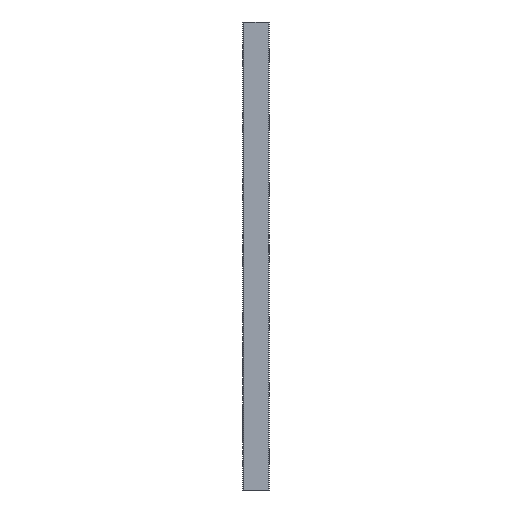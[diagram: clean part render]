
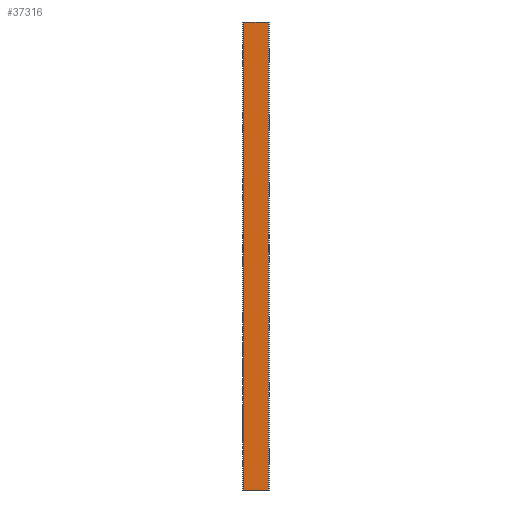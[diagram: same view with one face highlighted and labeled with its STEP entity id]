
A CAD part, front view. The second image highlights one B-rep face of the part: STEP entity #37316.
In plain terms, the highlighted planar face has unit normal (0, -1, 0).
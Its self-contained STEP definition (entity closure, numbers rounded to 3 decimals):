
#34077 = PLANE('',#34078);
#34078 = AXIS2_PLACEMENT_3D('',#34079,#34080,#34081);
#34079 = CARTESIAN_POINT('',(-0.315,-0.885,70.));
#34080 = DIRECTION('',(0.,0.,-1.));
#34081 = DIRECTION('',(-1.,0.,0.));
#34131 = PLANE('',#34132);
#34132 = AXIS2_PLACEMENT_3D('',#34133,#34134,#34135);
#34133 = CARTESIAN_POINT('',(-0.315,-0.885,0.));
#34134 = DIRECTION('',(0.,0.,-1.));
#34135 = DIRECTION('',(-1.,0.,0.));
#34446 = VERTEX_POINT('',#34447);
#34447 = CARTESIAN_POINT('',(1.8,-4.25,0.));
#34461 = PLANE('',#34462);
#34462 = AXIS2_PLACEMENT_3D('',#34463,#34464,#34465);
#34463 = CARTESIAN_POINT('',(1.8,-4.25,0.));
#34464 = DIRECTION('',(-0.707,0.707,0.));
#34465 = DIRECTION('',(0.707,0.707,0.));
#34473 = EDGE_CURVE('',#34474,#34446,#34476,.T.);
#34474 = VERTEX_POINT('',#34475);
#34475 = CARTESIAN_POINT('',(-1.8,-4.25,0.));
#34476 = SURFACE_CURVE('',#34477,(#34481,#34488),.PCURVE_S1.);
#34477 = LINE('',#34478,#34479);
#34478 = CARTESIAN_POINT('',(-1.8,-4.25,0.));
#34479 = VECTOR('',#34480,1.);
#34480 = DIRECTION('',(1.,0.,0.));
#34481 = PCURVE('',#34131,#34482);
#34482 = DEFINITIONAL_REPRESENTATION('',(#34483),#34487);
#34483 = LINE('',#34484,#34485);
#34484 = CARTESIAN_POINT('',(1.485,-3.365));
#34485 = VECTOR('',#34486,1.);
#34486 = DIRECTION('',(-1.,0.));
#34487 = ( GEOMETRIC_REPRESENTATION_CONTEXT(2) 
PARAMETRIC_REPRESENTATION_CONTEXT() REPRESENTATION_CONTEXT('2D SPACE',''
  ) );
#34488 = PCURVE('',#34489,#34494);
#34489 = PLANE('',#34490);
#34490 = AXIS2_PLACEMENT_3D('',#34491,#34492,#34493);
#34491 = CARTESIAN_POINT('',(-1.8,-4.25,0.));
#34492 = DIRECTION('',(0.,1.,0.));
#34493 = DIRECTION('',(1.,0.,0.));
#34494 = DEFINITIONAL_REPRESENTATION('',(#34495),#34499);
#34495 = LINE('',#34496,#34497);
#34496 = CARTESIAN_POINT('',(0.,0.));
#34497 = VECTOR('',#34498,1.);
#34498 = DIRECTION('',(1.,0.));
#34499 = ( GEOMETRIC_REPRESENTATION_CONTEXT(2) 
PARAMETRIC_REPRESENTATION_CONTEXT() REPRESENTATION_CONTEXT('2D SPACE',''
  ) );
#34517 = PLANE('',#34518);
#34518 = AXIS2_PLACEMENT_3D('',#34519,#34520,#34521);
#34519 = CARTESIAN_POINT('',(-2.,-4.05,0.));
#34520 = DIRECTION('',(0.707,0.707,0.));
#34521 = DIRECTION('',(0.707,-0.707,0.));
#34763 = VERTEX_POINT('',#34764);
#34764 = CARTESIAN_POINT('',(1.8,-4.25,70.));
#34785 = EDGE_CURVE('',#34786,#34763,#34788,.T.);
#34786 = VERTEX_POINT('',#34787);
#34787 = CARTESIAN_POINT('',(-1.8,-4.25,70.));
#34788 = SURFACE_CURVE('',#34789,(#34793,#34800),.PCURVE_S1.);
#34789 = LINE('',#34790,#34791);
#34790 = CARTESIAN_POINT('',(-1.8,-4.25,70.));
#34791 = VECTOR('',#34792,1.);
#34792 = DIRECTION('',(1.,0.,0.));
#34793 = PCURVE('',#34077,#34794);
#34794 = DEFINITIONAL_REPRESENTATION('',(#34795),#34799);
#34795 = LINE('',#34796,#34797);
#34796 = CARTESIAN_POINT('',(1.485,-3.365));
#34797 = VECTOR('',#34798,1.);
#34798 = DIRECTION('',(-1.,0.));
#34799 = ( GEOMETRIC_REPRESENTATION_CONTEXT(2) 
PARAMETRIC_REPRESENTATION_CONTEXT() REPRESENTATION_CONTEXT('2D SPACE',''
  ) );
#34800 = PCURVE('',#34489,#34801);
#34801 = DEFINITIONAL_REPRESENTATION('',(#34802),#34806);
#34802 = LINE('',#34803,#34804);
#34803 = CARTESIAN_POINT('',(0.,-70.));
#34804 = VECTOR('',#34805,1.);
#34805 = DIRECTION('',(1.,0.));
#34806 = ( GEOMETRIC_REPRESENTATION_CONTEXT(2) 
PARAMETRIC_REPRESENTATION_CONTEXT() REPRESENTATION_CONTEXT('2D SPACE',''
  ) );
#37023 = EDGE_CURVE('',#34474,#34786,#37024,.T.);
#37024 = SURFACE_CURVE('',#37025,(#37029,#37036),.PCURVE_S1.);
#37025 = LINE('',#37026,#37027);
#37026 = CARTESIAN_POINT('',(-1.8,-4.25,0.));
#37027 = VECTOR('',#37028,1.);
#37028 = DIRECTION('',(0.,0.,1.));
#37029 = PCURVE('',#34517,#37030);
#37030 = DEFINITIONAL_REPRESENTATION('',(#37031),#37035);
#37031 = LINE('',#37032,#37033);
#37032 = CARTESIAN_POINT('',(0.283,0.));
#37033 = VECTOR('',#37034,1.);
#37034 = DIRECTION('',(0.,-1.));
#37035 = ( GEOMETRIC_REPRESENTATION_CONTEXT(2) 
PARAMETRIC_REPRESENTATION_CONTEXT() REPRESENTATION_CONTEXT('2D SPACE',''
  ) );
#37036 = PCURVE('',#34489,#37037);
#37037 = DEFINITIONAL_REPRESENTATION('',(#37038),#37042);
#37038 = LINE('',#37039,#37040);
#37039 = CARTESIAN_POINT('',(0.,0.));
#37040 = VECTOR('',#37041,1.);
#37041 = DIRECTION('',(0.,-1.));
#37042 = ( GEOMETRIC_REPRESENTATION_CONTEXT(2) 
PARAMETRIC_REPRESENTATION_CONTEXT() REPRESENTATION_CONTEXT('2D SPACE',''
  ) );
#37316 = ADVANCED_FACE('',(#37317),#34489,.F.);
#37317 = FACE_BOUND('',#37318,.F.);
#37318 = EDGE_LOOP('',(#37319,#37320,#37321,#37342));
#37319 = ORIENTED_EDGE('',*,*,#37023,.T.);
#37320 = ORIENTED_EDGE('',*,*,#34785,.T.);
#37321 = ORIENTED_EDGE('',*,*,#37322,.F.);
#37322 = EDGE_CURVE('',#34446,#34763,#37323,.T.);
#37323 = SURFACE_CURVE('',#37324,(#37328,#37335),.PCURVE_S1.);
#37324 = LINE('',#37325,#37326);
#37325 = CARTESIAN_POINT('',(1.8,-4.25,0.));
#37326 = VECTOR('',#37327,1.);
#37327 = DIRECTION('',(0.,0.,1.));
#37328 = PCURVE('',#34489,#37329);
#37329 = DEFINITIONAL_REPRESENTATION('',(#37330),#37334);
#37330 = LINE('',#37331,#37332);
#37331 = CARTESIAN_POINT('',(3.6,0.));
#37332 = VECTOR('',#37333,1.);
#37333 = DIRECTION('',(0.,-1.));
#37334 = ( GEOMETRIC_REPRESENTATION_CONTEXT(2) 
PARAMETRIC_REPRESENTATION_CONTEXT() REPRESENTATION_CONTEXT('2D SPACE',''
  ) );
#37335 = PCURVE('',#34461,#37336);
#37336 = DEFINITIONAL_REPRESENTATION('',(#37337),#37341);
#37337 = LINE('',#37338,#37339);
#37338 = CARTESIAN_POINT('',(0.,0.));
#37339 = VECTOR('',#37340,1.);
#37340 = DIRECTION('',(0.,-1.));
#37341 = ( GEOMETRIC_REPRESENTATION_CONTEXT(2) 
PARAMETRIC_REPRESENTATION_CONTEXT() REPRESENTATION_CONTEXT('2D SPACE',''
  ) );
#37342 = ORIENTED_EDGE('',*,*,#34473,.F.);
